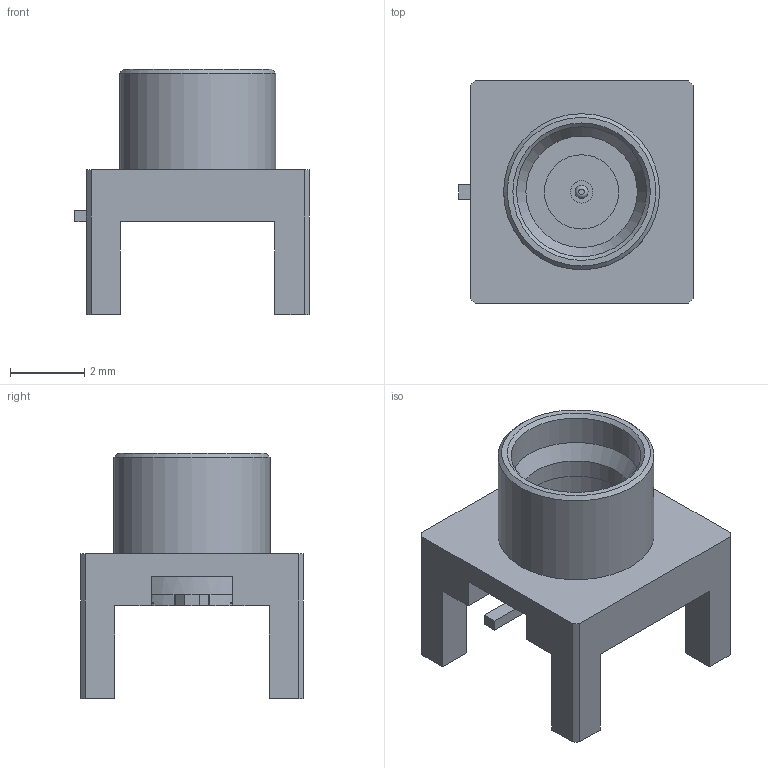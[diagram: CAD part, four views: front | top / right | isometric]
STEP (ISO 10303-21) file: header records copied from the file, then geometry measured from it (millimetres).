
FILE_DESCRIPTION(/* description */ ('Unknown'),/* implementation_level */ '2;1');
FILE_NAME(/* name */ '60124602122404',/* time_stamp */ '2020-01-16T14:58:43+01:00',/* author */ ('Unknown'),/* organization */ ('Unknown'),/* preprocessor_version */ 'ST-DEVELOPER v16.7',/* originating_system */ 'DEX',/* authorisation */ $);
FILE_SCHEMA (('AUTOMOTIVE_DESIGN {1 0 10303 214 3 1 1}'));
Length unit declared in the file: millimetre
Products named in the file (1): 60124602122404
Bounding box: 6.3 x 6 x 6.6 mm (x, y, z)
Volume: 67.4 mm3; surface area: 225.8 mm2
Topology: 1 solids, 1 shells, 105 faces, 279 edges, 181 vertices
Faces by surface type: plane 72, cylinder 28, cone 4, torus 1
Full cylindrical faces by diameter (mm): 0.35 x1, 0.6 x1, 2 x1, 3 x1, 3.2 x1, 3.5 x1, 4.2 x1
Entity records: 3911 total; most frequent: DIRECTION 550, CARTESIAN_POINT 546, ORIENTED_EDGE 526, EDGE_CURVE 263, LINE 188, VECTOR 188, AXIS2_PLACEMENT_3D 181, VERTEX_POINT 177
